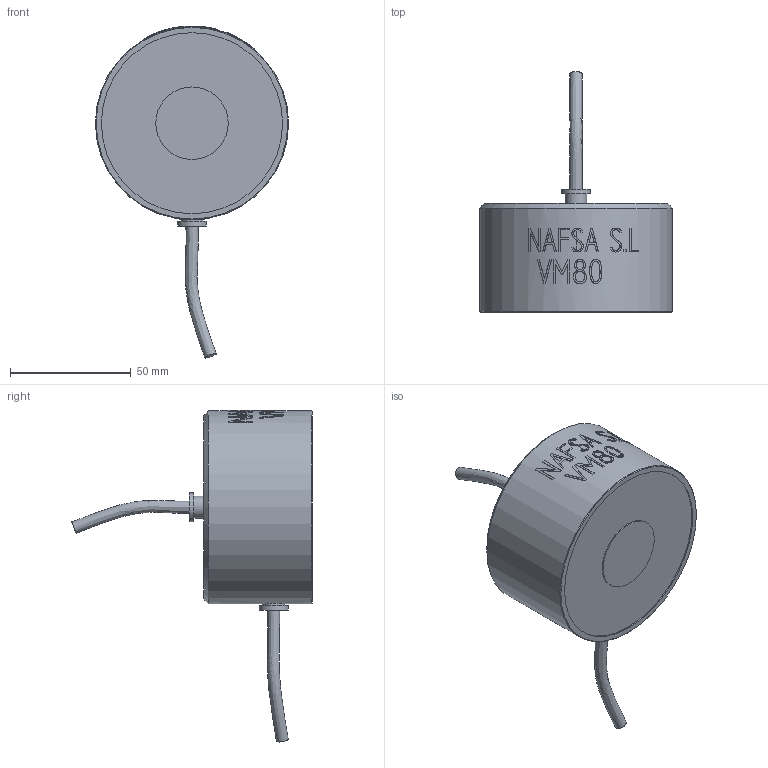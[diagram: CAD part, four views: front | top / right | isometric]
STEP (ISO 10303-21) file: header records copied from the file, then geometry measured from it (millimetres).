
FILE_DESCRIPTION( ( 'Unknown' ), '1' );
FILE_NAME( 'NAFSA_VM80_S.stp', 'Unknown', ( 'Unknown' ), ( 'Unknown' ), 'PSStep 11.0', 'Unknown', ' ' );
FILE_SCHEMA( ( 'AUTOMOTIVE_DESIGN { 1 0 10303 214 1 1 1 1 }' ) );
Length unit declared in the file: millimetre
Products named in the file (4): Assem1; Carcasa VM80_S; Manguera VM80; Casquillo plastico D6-9-12x6
Bounding box: 80 x 99.63 x 137.48 mm (x, y, z)
Volume: 450159.2 mm3; surface area: 45857.1 mm2
Topology: 6 solids, 6 shells, 274 faces, 660 edges, 440 vertices
Faces by surface type: plane 124, bspline 88, cylinder 58, cone 4
Full cylindrical faces by diameter (mm): 2 x2, 6 x2, 6.647 x2, 9 x4, 12 x2, 30 x2, 75 x2, 80 x2
Entity records: 8892 total; most frequent: CARTESIAN_POINT 5393, ORIENTED_EDGE 594, EDGE_CURVE 297, B_SPLINE_CURVE_WITH_KNOTS 276, DIRECTION 230, VERTEX_POINT 208, EDGE_LOOP 175, FACE_OUTER_BOUND 148
